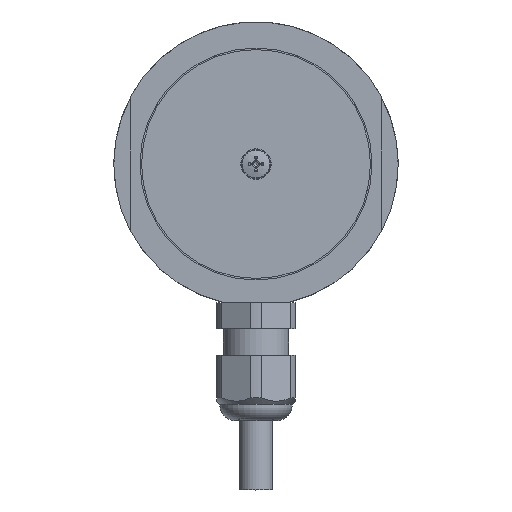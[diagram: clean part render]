
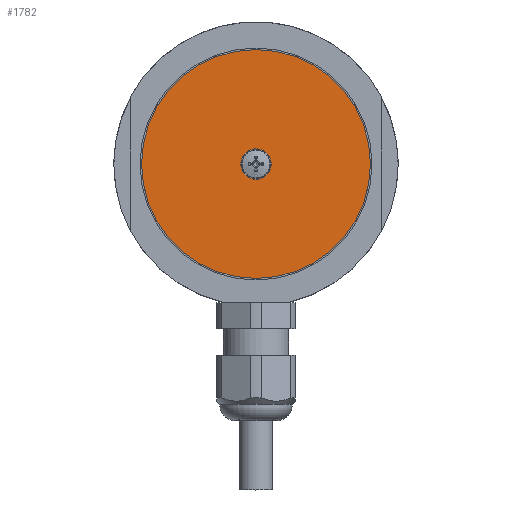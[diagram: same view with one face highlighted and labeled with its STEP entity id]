
A CAD part, top view. The second image highlights one B-rep face of the part: STEP entity #1782.
In plain terms, the highlighted planar face has unit normal (0, 0, 1).
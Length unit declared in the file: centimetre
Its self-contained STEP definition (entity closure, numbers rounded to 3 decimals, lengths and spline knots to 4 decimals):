
#113=FACE_BOUND('',#366,.T.);
#158=PLANE('',#2009);
#254=FACE_OUTER_BOUND('',#365,.T.);
#365=EDGE_LOOP('',(#1582));
#366=EDGE_LOOP('',(#1583));
#681=CIRCLE('',#2003,0.29);
#683=CIRCLE('',#2007,2.18);
#858=VERTEX_POINT('',#3283);
#860=VERTEX_POINT('',#3290);
#1106=EDGE_CURVE('',#858,#858,#681,.T.);
#1109=EDGE_CURVE('',#860,#860,#683,.T.);
#1582=ORIENTED_EDGE('',*,*,#1109,.T.);
#1583=ORIENTED_EDGE('',*,*,#1106,.T.);
#1782=ADVANCED_FACE('',(#254,#113),#158,.T.);
#2003=AXIS2_PLACEMENT_3D('',#3284,#2495,#2496);
#2007=AXIS2_PLACEMENT_3D('',#3291,#2504,#2505);
#2009=AXIS2_PLACEMENT_3D('',#3295,#2509,#2510);
#2495=DIRECTION('center_axis',(0.,0.,-1.));
#2496=DIRECTION('ref_axis',(-1.,0.,0.));
#2504=DIRECTION('center_axis',(0.,0.,1.));
#2505=DIRECTION('ref_axis',(-1.,0.,0.));
#2509=DIRECTION('center_axis',(0.,0.,1.));
#2510=DIRECTION('ref_axis',(1.,0.,0.));
#3283=CARTESIAN_POINT('',(0.131,-0.4986,2.125));
#3284=CARTESIAN_POINT('Origin',(-0.159,-0.4986,2.125));
#3290=CARTESIAN_POINT('',(2.021,-0.4986,2.125));
#3291=CARTESIAN_POINT('Origin',(-0.159,-0.4986,2.125));
#3295=CARTESIAN_POINT('Origin',(-0.159,-0.4986,2.125));
